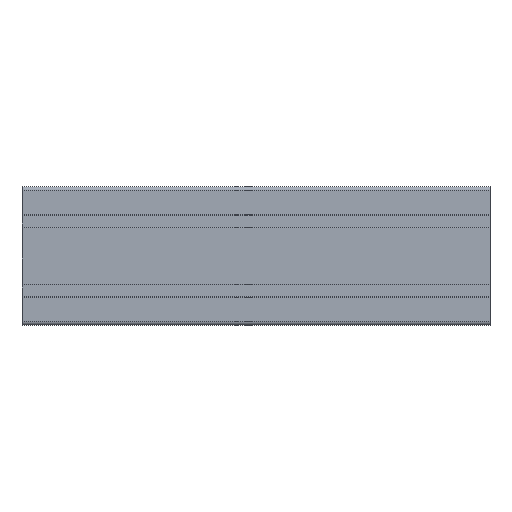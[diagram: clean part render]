
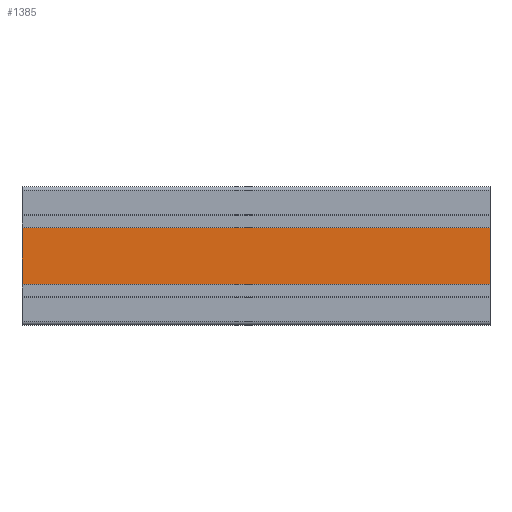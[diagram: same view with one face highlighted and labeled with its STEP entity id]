
A CAD part, top view. The second image highlights one B-rep face of the part: STEP entity #1385.
In plain terms, the highlighted planar face has unit normal (0, 0, 1).
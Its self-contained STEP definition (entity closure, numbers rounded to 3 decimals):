
#125=FACE_OUTER_BOUND('',#193,.T.);
#193=EDGE_LOOP('',(#1124,#1125,#1126,#1127));
#363=LINE('',#2233,#533);
#364=LINE('',#2236,#534);
#365=LINE('',#2238,#535);
#366=LINE('',#2239,#536);
#533=VECTOR('',#1833,1.);
#534=VECTOR('',#1836,1.);
#535=VECTOR('',#1837,1.);
#536=VECTOR('',#1838,1.);
#668=VERTEX_POINT('',#2229);
#669=VERTEX_POINT('',#2231);
#670=VERTEX_POINT('',#2235);
#671=VERTEX_POINT('',#2237);
#863=EDGE_CURVE('',#668,#669,#363,.T.);
#864=EDGE_CURVE('',#670,#668,#364,.T.);
#865=EDGE_CURVE('',#671,#669,#365,.T.);
#866=EDGE_CURVE('',#670,#671,#366,.T.);
#1124=ORIENTED_EDGE('',*,*,#864,.T.);
#1125=ORIENTED_EDGE('',*,*,#863,.T.);
#1126=ORIENTED_EDGE('',*,*,#865,.F.);
#1127=ORIENTED_EDGE('',*,*,#866,.F.);
#1317=PLANE('',#1483);
#1385=ADVANCED_FACE('',(#125),#1317,.T.);
#1483=AXIS2_PLACEMENT_3D('',#2234,#1834,#1835);
#1833=DIRECTION('',(1.,0.,0.));
#1834=DIRECTION('center_axis',(0.,0.,1.));
#1835=DIRECTION('ref_axis',(0.,-1.,0.));
#1836=DIRECTION('',(0.,-1.,0.));
#1837=DIRECTION('',(0.,-1.,0.));
#1838=DIRECTION('',(1.,0.,0.));
#2229=CARTESIAN_POINT('',(0.,26.573,27.75));
#2231=CARTESIAN_POINT('',(304.8,26.573,27.75));
#2233=CARTESIAN_POINT('',(0.,26.573,27.75));
#2234=CARTESIAN_POINT('Origin',(0.,63.427,27.75));
#2235=CARTESIAN_POINT('',(0.,63.427,27.75));
#2236=CARTESIAN_POINT('',(0.,63.427,27.75));
#2237=CARTESIAN_POINT('',(304.8,63.427,27.75));
#2238=CARTESIAN_POINT('',(304.8,63.427,27.75));
#2239=CARTESIAN_POINT('',(0.,63.427,27.75));
